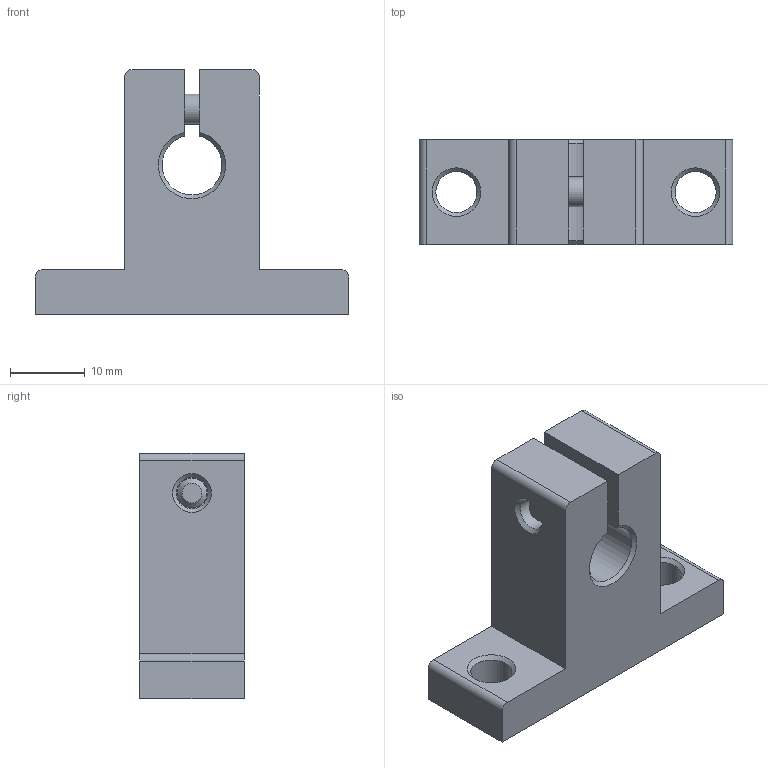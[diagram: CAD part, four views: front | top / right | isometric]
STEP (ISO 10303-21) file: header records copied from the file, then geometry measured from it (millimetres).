
FILE_DESCRIPTION(('FreeCAD Model'),'2;1');
FILE_NAME('Open CASCADE Shape Model','2024-08-31T19:36:39',(''),(''), 'Open CASCADE STEP processor 7.6','FreeCAD','Unknown');
FILE_SCHEMA(('AUTOMOTIVE_DESIGN { 1 0 10303 214 1 1 1 1 }'));
Length unit declared in the file: millimetre
Products named in the file (1): SK8
Bounding box: 42 x 14 x 32.8 mm (x, y, z)
Volume: 8958.3 mm3; surface area: 4479.2 mm2
Topology: 1 solids, 1 shells, 45 faces, 107 edges, 69 vertices
Faces by surface type: plane 24, cylinder 12, cone 9
Full cylindrical faces by diameter (mm): 4 x1, 4.2 x2, 5.5 x2, 7 x1, 7.2 x1
Entity records: 2947 total; most frequent: CARTESIAN_POINT 594, DIRECTION 377, ORIENTED_EDGE 214, PCURVE 214, DEFINITIONAL_REPRESENTATION 214, LINE 200, VECTOR 200, EDGE_CURVE 107
